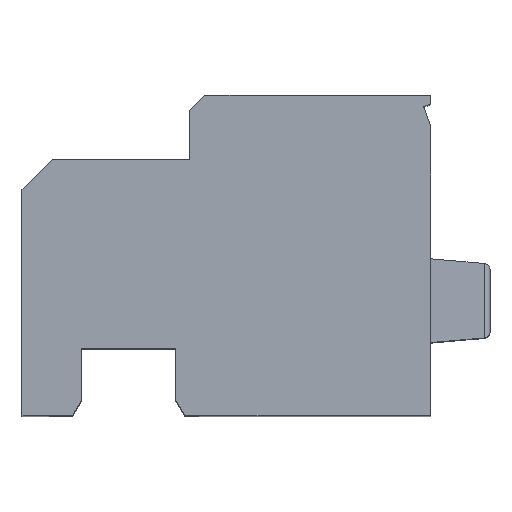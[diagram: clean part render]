
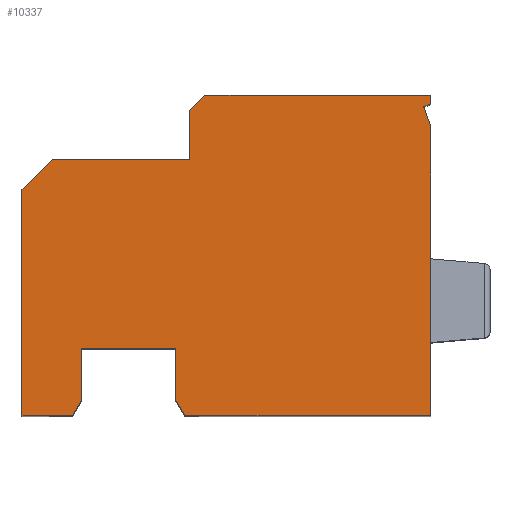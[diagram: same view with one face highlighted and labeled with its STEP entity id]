
A CAD part, top view. The second image highlights one B-rep face of the part: STEP entity #10337.
In plain terms, the highlighted planar face has unit normal (0, 0, 1).
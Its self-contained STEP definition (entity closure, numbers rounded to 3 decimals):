
#1021=ORIENTED_EDGE('',*,*,#2866,.T.);
#1022=ORIENTED_EDGE('',*,*,#2961,.T.);
#1023=ORIENTED_EDGE('',*,*,#2962,.T.);
#1024=ORIENTED_EDGE('',*,*,#2862,.T.);
#1025=ORIENTED_EDGE('',*,*,#2836,.T.);
#1026=ORIENTED_EDGE('',*,*,#2963,.T.);
#1027=ORIENTED_EDGE('',*,*,#2709,.T.);
#1028=ORIENTED_EDGE('',*,*,#2801,.T.);
#1029=ORIENTED_EDGE('',*,*,#2964,.T.);
#1030=ORIENTED_EDGE('',*,*,#2671,.T.);
#1031=ORIENTED_EDGE('',*,*,#2844,.T.);
#1032=ORIENTED_EDGE('',*,*,#2908,.T.);
#1033=ORIENTED_EDGE('',*,*,#2965,.T.);
#1034=ORIENTED_EDGE('',*,*,#2966,.T.);
#1035=ORIENTED_EDGE('',*,*,#2927,.T.);
#1036=ORIENTED_EDGE('',*,*,#2685,.T.);
#1037=ORIENTED_EDGE('',*,*,#2695,.T.);
#2671=EDGE_CURVE('',#3716,#3715,#4438,.T.);
#2685=EDGE_CURVE('',#3729,#3728,#4452,.T.);
#2695=EDGE_CURVE('',#3728,#3736,#4460,.T.);
#2709=EDGE_CURVE('',#3748,#3749,#4467,.T.);
#2801=EDGE_CURVE('',#3749,#3821,#4535,.T.);
#2836=EDGE_CURVE('',#3847,#3846,#4558,.T.);
#2844=EDGE_CURVE('',#3715,#3852,#4566,.T.);
#2862=EDGE_CURVE('',#3868,#3847,#4576,.T.);
#2866=EDGE_CURVE('',#3736,#3869,#4579,.T.);
#2908=EDGE_CURVE('',#3852,#3900,#4611,.T.);
#2927=EDGE_CURVE('',#3913,#3729,#4627,.T.);
#2961=EDGE_CURVE('',#3869,#3933,#4654,.T.);
#2962=EDGE_CURVE('',#3933,#3868,#4655,.T.);
#2963=EDGE_CURVE('',#3846,#3748,#4656,.T.);
#2964=EDGE_CURVE('',#3821,#3716,#4657,.T.);
#2965=EDGE_CURVE('',#3900,#3934,#4658,.T.);
#2966=EDGE_CURVE('',#3934,#3913,#4659,.T.);
#3715=VERTEX_POINT('',#13731);
#3716=VERTEX_POINT('',#13733);
#3728=VERTEX_POINT('',#13761);
#3729=VERTEX_POINT('',#13763);
#3736=VERTEX_POINT('',#13780);
#3748=VERTEX_POINT('',#13884);
#3749=VERTEX_POINT('',#13885);
#3821=VERTEX_POINT('',#14114);
#3846=VERTEX_POINT('',#14209);
#3847=VERTEX_POINT('',#14211);
#3852=VERTEX_POINT('',#14225);
#3868=VERTEX_POINT('',#14264);
#3869=VERTEX_POINT('',#14271);
#3900=VERTEX_POINT('',#14412);
#3913=VERTEX_POINT('',#14499);
#3933=VERTEX_POINT('',#14589);
#3934=VERTEX_POINT('',#14594);
#4438=LINE('',#13732,#5245);
#4452=LINE('',#13762,#5259);
#4460=LINE('',#13781,#5267);
#4467=LINE('',#13883,#5274);
#4535=LINE('',#14113,#5342);
#4558=LINE('',#14210,#5365);
#4566=LINE('',#14226,#5373);
#4576=LINE('',#14263,#5383);
#4579=LINE('',#14270,#5386);
#4611=LINE('',#14413,#5418);
#4627=LINE('',#14498,#5434);
#4654=LINE('',#14588,#5461);
#4655=LINE('',#14590,#5462);
#4656=LINE('',#14591,#5463);
#4657=LINE('',#14592,#5464);
#4658=LINE('',#14593,#5465);
#4659=LINE('',#14595,#5466);
#5245=VECTOR('',#11526,1000.);
#5259=VECTOR('',#11546,1000.);
#5267=VECTOR('',#11560,1000.);
#5274=VECTOR('',#11587,1000.);
#5342=VECTOR('',#11757,1000.);
#5365=VECTOR('',#11826,1000.);
#5373=VECTOR('',#11838,1000.);
#5383=VECTOR('',#11872,1000.);
#5386=VECTOR('',#11881,1000.);
#5418=VECTOR('',#11957,1000.);
#5434=VECTOR('',#11995,1000.);
#5461=VECTOR('',#12058,1000.);
#5462=VECTOR('',#12059,1000.);
#5463=VECTOR('',#12060,1000.);
#5464=VECTOR('',#12061,1000.);
#5465=VECTOR('',#12062,1000.);
#5466=VECTOR('',#12063,1000.);
#6091=EDGE_LOOP('',(#1021,#1022,#1023,#1024,#1025,#1026,#1027,#1028,#1029,
#1030,#1031,#1032,#1033,#1034,#1035,#1036,#1037));
#6590=FACE_BOUND('',#6091,.T.);
#7039=PLANE('',#10856);
#10337=ADVANCED_FACE('',(#6590),#7039,.F.);
#10856=AXIS2_PLACEMENT_3D('',#14587,#12056,#12057);
#11526=DIRECTION('',(0.,1.,0.));
#11546=DIRECTION('',(0.,-1.,0.));
#11560=DIRECTION('',(-1.,0.,0.));
#11587=DIRECTION('',(0.,-1.,0.));
#11757=DIRECTION('',(0.5,-0.866,0.));
#11826=DIRECTION('',(0.,1.,0.));
#11838=DIRECTION('',(-0.342,0.94,0.));
#11872=DIRECTION('',(0.5,0.866,0.));
#11881=DIRECTION('',(-0.707,-0.707,0.));
#11957=DIRECTION('',(0.906,0.423,0.));
#11995=DIRECTION('',(-0.707,-0.707,0.));
#12056=DIRECTION('',(0.,0.,-1.));
#12057=DIRECTION('',(0.,-1.,0.));
#12058=DIRECTION('',(0.,-1.,0.));
#12059=DIRECTION('',(1.,0.,0.));
#12060=DIRECTION('',(1.,0.,0.));
#12061=DIRECTION('',(1.,0.,0.));
#12062=DIRECTION('',(0.,1.,0.));
#12063=DIRECTION('',(-1.,0.,0.));
#13731=CARTESIAN_POINT('',(16.764,27.988,15.));
#13732=CARTESIAN_POINT('',(16.764,0.,15.));
#13733=CARTESIAN_POINT('',(16.764,18.488,15.));
#13761=CARTESIAN_POINT('',(8.864,26.888,15.));
#13762=CARTESIAN_POINT('',(8.864,0.,15.));
#13763=CARTESIAN_POINT('',(8.864,28.488,15.));
#13780=CARTESIAN_POINT('',(4.364,26.888,15.));
#13781=CARTESIAN_POINT('',(0.,26.888,15.));
#13883=CARTESIAN_POINT('',(8.414,0.,15.));
#13884=CARTESIAN_POINT('',(8.414,20.688,15.));
#13885=CARTESIAN_POINT('',(8.414,18.988,15.));
#14113=CARTESIAN_POINT('',(19.376,0.,15.));
#14114=CARTESIAN_POINT('',(8.703,18.488,15.));
#14209=CARTESIAN_POINT('',(5.314,20.688,15.));
#14210=CARTESIAN_POINT('',(5.314,0.,15.));
#14211=CARTESIAN_POINT('',(5.314,18.988,15.));
#14225=CARTESIAN_POINT('',(16.536,28.614,15.));
#14226=CARTESIAN_POINT('',(26.951,0.,15.));
#14263=CARTESIAN_POINT('',(-5.649,0.,15.));
#14264=CARTESIAN_POINT('',(5.025,18.488,15.));
#14270=CARTESIAN_POINT('',(0.,22.524,15.));
#14271=CARTESIAN_POINT('',(3.364,25.888,15.));
#14412=CARTESIAN_POINT('',(16.764,28.721,15.));
#14413=CARTESIAN_POINT('',(0.,20.904,15.));
#14498=CARTESIAN_POINT('',(-19.624,0.,15.));
#14499=CARTESIAN_POINT('',(9.364,28.988,15.));
#14587=CARTESIAN_POINT('',(14.914,27.838,15.));
#14588=CARTESIAN_POINT('',(3.364,0.,15.));
#14589=CARTESIAN_POINT('',(3.364,18.488,15.));
#14590=CARTESIAN_POINT('',(0.,18.488,15.));
#14591=CARTESIAN_POINT('',(0.,20.688,15.));
#14592=CARTESIAN_POINT('',(0.,18.488,15.));
#14593=CARTESIAN_POINT('',(16.764,0.,15.));
#14594=CARTESIAN_POINT('',(16.764,28.988,15.));
#14595=CARTESIAN_POINT('',(0.,28.988,15.));
